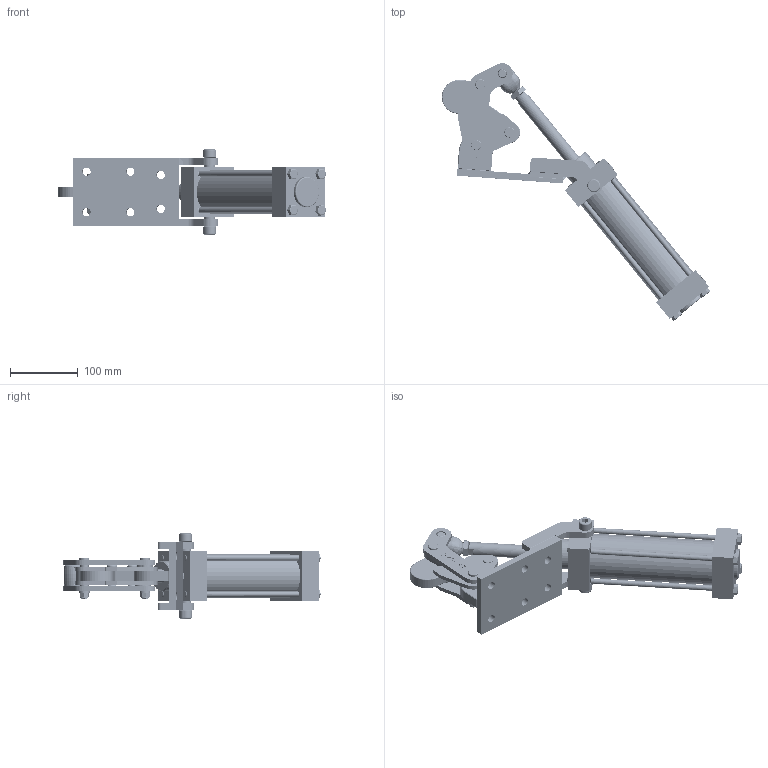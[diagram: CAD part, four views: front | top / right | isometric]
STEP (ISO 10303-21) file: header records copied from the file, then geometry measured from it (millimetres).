
FILE_DESCRIPTION (( 'STEP AP203' ), '1' );
FILE_NAME ('CH-702-KA.STEP', '2017-12-05T06:48:26', ( 'Windows' ), ( 'Microsoft' ), 'SwSTEP 2.0', 'SolidWorks 2015', '' );
FILE_SCHEMA (( 'CONFIG_CONTROL_DESIGN' ));
Length unit declared in the file: millimetre
Products named in the file (22): 702-KA-02; 702-K-02_默认<按加工>; 702-K-03; 702-K-10; 702-K-01; 702-K-09; 702-K-08; Air cylinder-3; 702-K-04; 702-K-12; 錨璃2; 702-K-05; 702-K-13; CH-702-KA; 702-KA-01; 702-K-07; 702-KA-03; 702-K-14; 702-KA-04; 702-K-06; M12X20; 702-K-15
Assembly tree (33 placements, depth 2):
  CH-702-KA
    702-K-08
    702-K-03
    702-K-09
    702-K-12  x2
    702-K-13  x2
    702-K-07  x2
    702-K-14  x2
    702-K-06  x2
    702-K-15  x2
    702-K-02_默认<按加工>
    702-K-01
    702-K-04
    702-K-05
    702-KA-01
    702-KA-03
    702-KA-04  x2
    M12X20  x2
    702-KA-02
    702-K-10
    Air cylinder-3  x4
    錨璃2  x2
Bounding box: 396.99 x 381.01 x 126 mm (x, y, z)
Volume: 1062961.2 mm3; surface area: 352559.4 mm2
Topology: 50 solids, 52 shells, 3652 faces, 10291 edges, 6804 vertices
Faces by surface type: plane 1752, cylinder 1483, bspline 218, cone 141, torus 58
Entity records: 114103 total; most frequent: CARTESIAN_POINT 49209, ORIENTED_EDGE 14100, DIRECTION 11995, EDGE_CURVE 7050, VERTEX_POINT 4659, AXIS2_PLACEMENT_3D 4062, VECTOR 3871, LINE 3871
